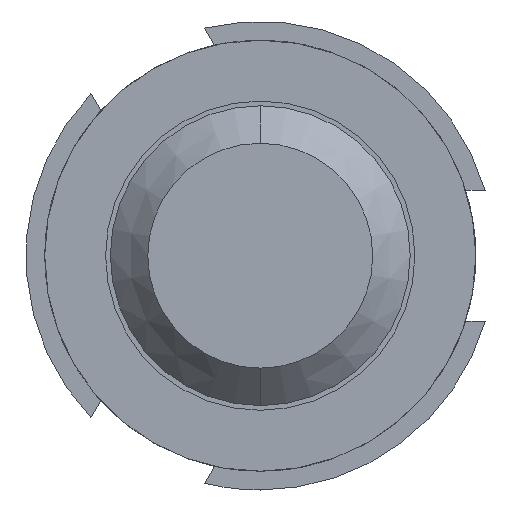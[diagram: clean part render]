
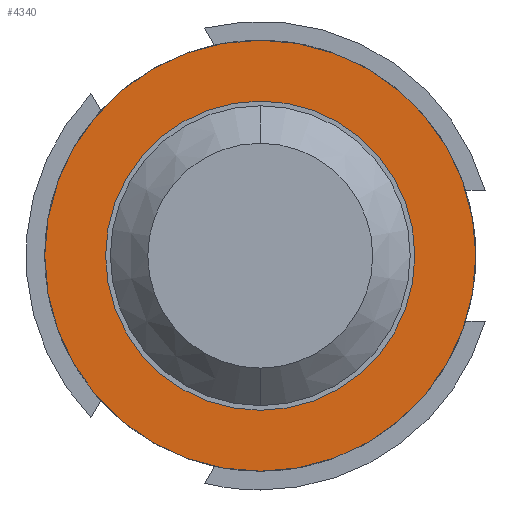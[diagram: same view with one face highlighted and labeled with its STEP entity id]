
A CAD part, front view. The second image highlights one B-rep face of the part: STEP entity #4340.
In plain terms, the highlighted planar face has unit normal (0, -1, 0).
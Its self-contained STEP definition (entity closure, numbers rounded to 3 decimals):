
#72 = CARTESIAN_POINT ( 'NONE',  ( 0., -1.5, 0. ) ) ;
#101 = EDGE_CURVE ( 'Defeature ausgef�hrt4_42+Defeature ausgef�hrt4_46+Defeature ausgef�hrt4_46+Defeature ausgef�hrt4_46', #3928, #3119, #147, .T. ) ;
#147 = CIRCLE ( 'NONE', #1040, 1.15 ) ;
#224 = CARTESIAN_POINT ( 'NONE',  ( 0., -1.5, 1.15 ) ) ;
#647 = CARTESIAN_POINT ( 'NONE',  ( 0., -1.5, 0.825 ) ) ;
#800 = CARTESIAN_POINT ( 'NONE',  ( 0., -1.5, -0.825 ) ) ;
#893 = ORIENTED_EDGE ( 'NONE', *, *, #1312, .T. ) ;
#914 = PLANE ( 'NONE',  #2459 ) ;
#974 = FACE_OUTER_BOUND ( 'NONE', #2084, .T. ) ;
#1040 = AXIS2_PLACEMENT_3D ( 'NONE', #4370, #3613, #1492 ) ;
#1046 = ORIENTED_EDGE ( 'NONE', *, *, #2829, .F. ) ;
#1133 = FACE_BOUND ( 'NONE', #3256, .T. ) ;
#1178 = CIRCLE ( 'NONE', #3952, 0.825 ) ;
#1312 = EDGE_CURVE ( 'Defeature ausgef�hrt4_46+Defeature ausgef�hrt4_45+Defeature ausgef�hrt4_45+Defeature ausgef�hrt4_45', #1774, #1321, #1178, .T. ) ;
#1313 = AXIS2_PLACEMENT_3D ( 'NONE', #4120, #1381, #1399 ) ;
#1321 = VERTEX_POINT ( 'NONE', #800 ) ;
#1381 = DIRECTION ( 'NONE',  ( 0., 1., 0. ) ) ;
#1399 = DIRECTION ( 'NONE',  ( 0., 0., 1. ) ) ;
#1492 = DIRECTION ( 'NONE',  ( 0., 0., 1. ) ) ;
#1565 = CARTESIAN_POINT ( 'NONE',  ( 0., -1.5, 0. ) ) ;
#1621 = AXIS2_PLACEMENT_3D ( 'NONE', #72, #2557, #2956 ) ;
#1729 = ORIENTED_EDGE ( 'NONE', *, *, #2652, .T. ) ;
#1774 = VERTEX_POINT ( 'NONE', #647 ) ;
#1902 = DIRECTION ( 'NONE',  ( 0., 1., 0. ) ) ;
#1962 = DIRECTION ( 'NONE',  ( 0., 1., 0. ) ) ;
#2084 = EDGE_LOOP ( 'NONE', ( #3617, #1046 ) ) ;
#2250 = CIRCLE ( 'NONE', #1621, 0.825 ) ;
#2459 = AXIS2_PLACEMENT_3D ( 'NONE', #3397, #1962, #4414 ) ;
#2538 = CARTESIAN_POINT ( 'NONE',  ( 0., -1.5, -1.15 ) ) ;
#2557 = DIRECTION ( 'NONE',  ( 0., 1., 0. ) ) ;
#2652 = EDGE_CURVE ( 'Defeature ausgef�hrt4_46+Defeature ausgef�hrt4_45+Defeature ausgef�hrt4_45+Defeature ausgef�hrt4_45', #1321, #1774, #2250, .T. ) ;
#2765 = CIRCLE ( 'NONE', #1313, 1.15 ) ;
#2829 = EDGE_CURVE ( 'Defeature ausgef�hrt4_42+Defeature ausgef�hrt4_46+Defeature ausgef�hrt4_46+Defeature ausgef�hrt4_46', #3119, #3928, #2765, .T. ) ;
#2956 = DIRECTION ( 'NONE',  ( 0., 0., 1. ) ) ;
#3119 = VERTEX_POINT ( 'NONE', #2538 ) ;
#3256 = EDGE_LOOP ( 'NONE', ( #893, #1729 ) ) ;
#3289 = DIRECTION ( 'NONE',  ( 0., 0., 1. ) ) ;
#3397 = CARTESIAN_POINT ( 'NONE',  ( 0.825, -1.5, 0. ) ) ;
#3613 = DIRECTION ( 'NONE',  ( 0., 1., 0. ) ) ;
#3617 = ORIENTED_EDGE ( 'NONE', *, *, #101, .F. ) ;
#3928 = VERTEX_POINT ( 'NONE', #224 ) ;
#3952 = AXIS2_PLACEMENT_3D ( 'NONE', #1565, #1902, #3289 ) ;
#4120 = CARTESIAN_POINT ( 'NONE',  ( 0., -1.5, 0. ) ) ;
#4340 = ADVANCED_FACE ( 'Defeature ausgef�hrt4_46', ( #974, #1133 ), #914, .F. ) ;
#4370 = CARTESIAN_POINT ( 'NONE',  ( 0., -1.5, 0. ) ) ;
#4414 = DIRECTION ( 'NONE',  ( 0., 0., 1. ) ) ;
